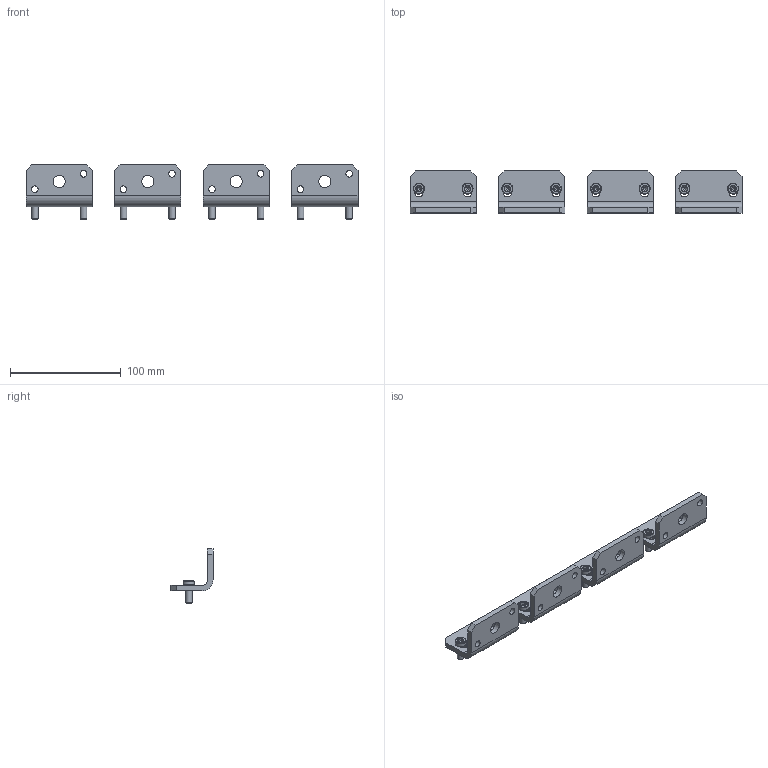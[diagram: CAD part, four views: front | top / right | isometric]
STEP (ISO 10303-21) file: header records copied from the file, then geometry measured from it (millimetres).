
FILE_DESCRIPTION(/* description */ ('STEP AP214'),/* implementation_level */ '2;1');
FILE_NAME(/* name */ '553755_ABMF-PDAD',/* time_stamp */ '2024-07-30T14:31:50+02:00',/* author */ ('License CC BY-ND 4.0'),/* organization */ ('CADENAS'),/* preprocessor_version */ 'ST-DEVELOPER v19.3',/* originating_system */ 'PARTsolutions',/* authorisation */ ' ');
FILE_SCHEMA (('AUTOMOTIVE_DESIGN {1 0 10303 214 3 1 1}'));
Length unit declared in the file: millimetre
Products named in the file (3): 553755 ABMF-PDAD; 553755 ABMF-PDAD---(g); DIN-6912 - M6x16(F)
Assembly tree (12 placements, depth 2):
  553755 ABMF-PDAD
    553755 ABMF-PDAD---(g)  x4
    DIN-6912 - M6x16(F)  x8
Bounding box: 300 x 38 x 49 mm (x, y, z)
Volume: 80071.3 mm3; surface area: 42391.5 mm2
Topology: 12 solids, 12 shells, 332 faces, 716 edges, 416 vertices
Faces by surface type: plane 184, cone 72, cylinder 60, torus 16
Full cylindrical faces by diameter (mm): 3 x8, 6 x16, 10 x8, 11 x4
Entity records: 1622 total; most frequent: DIRECTION 278, CARTESIAN_POINT 276, ORIENTED_EDGE 222, EDGE_CURVE 111, AXIS2_PLACEMENT_3D 106, FACE_BOUND 77, EDGE_LOOP 76, VERTEX_POINT 74
